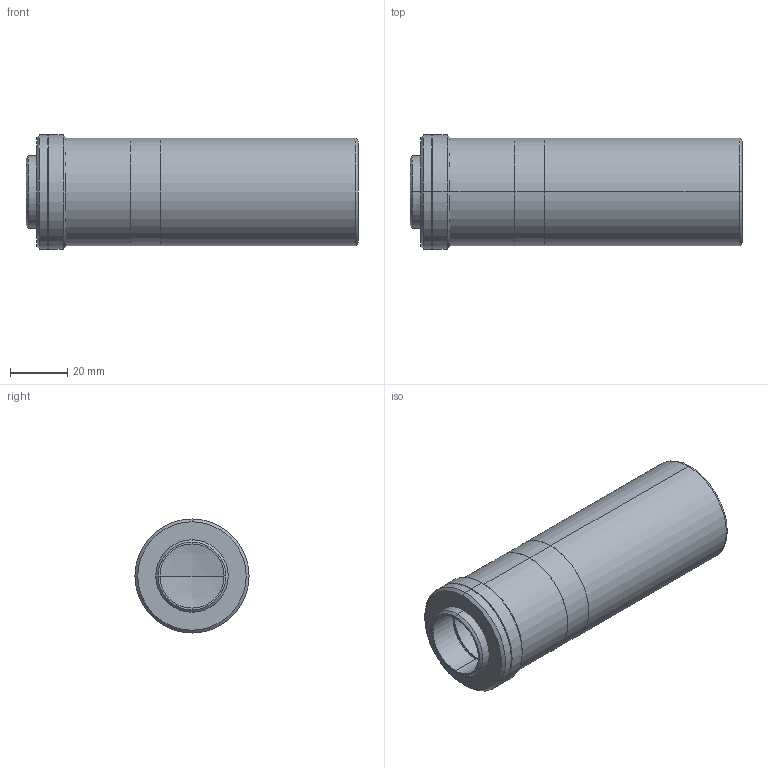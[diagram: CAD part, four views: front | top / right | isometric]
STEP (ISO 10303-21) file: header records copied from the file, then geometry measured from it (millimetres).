
FILE_DESCRIPTION (( 'STEP AP214' ), '1' );
FILE_NAME ('TC23016.STEP', '2013-04-19T08:57:23', ( 'Work' ), ( '' ), 'SwSTEP 2.0', 'SolidWorks 2013', '' );
FILE_SCHEMA (( 'AUTOMOTIVE_DESIGN' ));
Length unit declared in the file: millimetre
Products named in the file (1): TC23016
Bounding box: 116.4 x 40 x 40 mm (x, y, z)
Surface area: 22854.6 mm2 (no closed solid volume)
Topology: 0 solids, 9 shells, 57 faces, 154 edges, 110 vertices
Faces by surface type: cylinder 22, plane 20, cone 11, sphere 2, torus 2
Entity records: 2515 total; most frequent: DIRECTION 373, CARTESIAN_POINT 334, ORIENTED_EDGE 250, AXIS2_PLACEMENT_3D 165, EDGE_CURVE 154, VERTEX_POINT 110, CIRCLE 107, EDGE_LOOP 78
